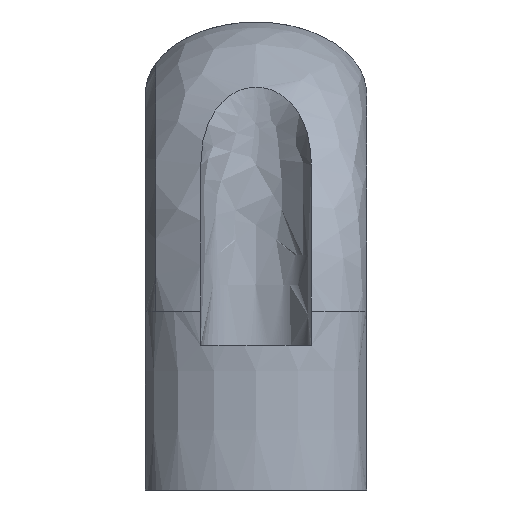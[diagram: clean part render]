
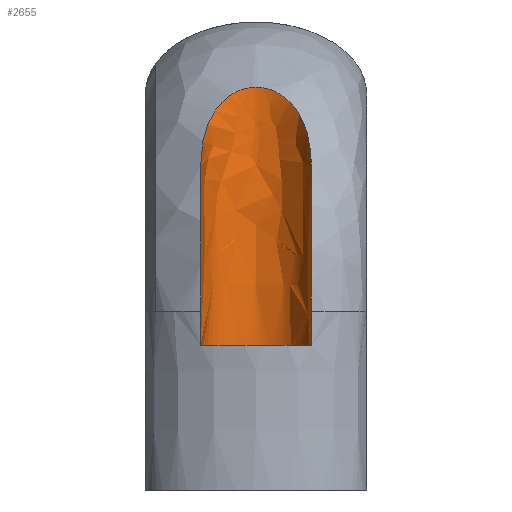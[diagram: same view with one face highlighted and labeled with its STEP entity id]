
A CAD part, left-side view. The second image highlights one B-rep face of the part: STEP entity #2655.
In plain terms, the highlighted free-form (B-spline) face has degree [1, 2] with [2, 5] control points.
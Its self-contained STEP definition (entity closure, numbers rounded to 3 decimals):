
#351=CARTESIAN_POINT('',(5.5,0.,17.0));
#352=VERTEX_POINT('',#351);
#856=CARTESIAN_POINT('',(-1.,-6.5,17.0));
#857=VERTEX_POINT('',#856);
#858=CARTESIAN_POINT('',(5.5,0.,17.0));
#859=CARTESIAN_POINT('',(5.5,-2.692,17.0));
#860=CARTESIAN_POINT('',(3.596,-4.596,17.0));
#861=CARTESIAN_POINT('',(1.692,-6.5,17.0));
#862=CARTESIAN_POINT('',(-1.,-6.5,17.0));
#870=(BOUNDED_CURVE()B_SPLINE_CURVE(2,(#858,#859,#860,#861,#862),.UNSPECIFIED.,.F.,.U.)B_SPLINE_CURVE_WITH_KNOTS((3,2,3),(0.0,0.5,1.0),.UNSPECIFIED.)CURVE()GEOMETRIC_REPRESENTATION_ITEM()RATIONAL_B_SPLINE_CURVE((1.0,0.924,1.0,0.924,1.0))REPRESENTATION_ITEM(''));
#871=EDGE_CURVE('',#352,#857,#870,.T.);
#877=CARTESIAN_POINT('',(-1.,6.5,17.0));
#878=VERTEX_POINT('',#877);
#879=CARTESIAN_POINT('',(-1.,6.5,17.0));
#880=CARTESIAN_POINT('',(5.5,6.5,17.));
#881=CARTESIAN_POINT('',(5.5,0.,17.0));
#889=(BOUNDED_CURVE()B_SPLINE_CURVE(2,(#879,#880,#881),.UNSPECIFIED.,.F.,.U.)CURVE()GEOMETRIC_REPRESENTATION_ITEM()QUASI_UNIFORM_CURVE()RATIONAL_B_SPLINE_CURVE((1.0,0.707,1.0))REPRESENTATION_ITEM(''));
#890=EDGE_CURVE('',#878,#352,#889,.T.);
#2026=CARTESIAN_POINT('',(-1.,6.5,38.183));
#2027=VERTEX_POINT('',#2026);
#2037=CARTESIAN_POINT('',(-1.,-6.5,38.183));
#2038=VERTEX_POINT('',#2037);
#2039=CARTESIAN_POINT('',(-1.,6.5,38.183));
#2040=CARTESIAN_POINT('',(-0.689,6.5,38.689));
#2041=CARTESIAN_POINT('',(-0.374,6.478,39.187));
#2042=CARTESIAN_POINT('',(0.262,6.384,40.171));
#2043=CARTESIAN_POINT('',(0.584,6.313,40.655));
#2044=CARTESIAN_POINT('',(1.231,6.115,41.609));
#2045=CARTESIAN_POINT('',(1.557,5.987,42.08));
#2046=CARTESIAN_POINT('',(2.047,5.745,42.773));
#2047=CARTESIAN_POINT('',(2.21,5.655,43.002));
#2048=CARTESIAN_POINT('',(2.456,5.506,43.343));
#2049=CARTESIAN_POINT('',(2.537,5.454,43.456));
#2050=CARTESIAN_POINT('',(2.701,5.344,43.681));
#2051=CARTESIAN_POINT('',(2.782,5.287,43.793));
#2052=CARTESIAN_POINT('',(3.025,5.108,44.123));
#2053=CARTESIAN_POINT('',(3.184,4.978,44.338));
#2054=CARTESIAN_POINT('',(3.498,4.697,44.758));
#2055=CARTESIAN_POINT('',(3.652,4.545,44.963));
#2056=CARTESIAN_POINT('',(3.878,4.298,45.26));
#2057=CARTESIAN_POINT('',(3.952,4.212,45.358));
#2058=CARTESIAN_POINT('',(4.098,4.034,45.548));
#2059=CARTESIAN_POINT('',(4.17,3.942,45.641));
#2060=CARTESIAN_POINT('',(4.378,3.658,45.912));
#2061=CARTESIAN_POINT('',(4.511,3.456,46.083));
#2062=CARTESIAN_POINT('',(4.759,3.024,46.401));
#2063=CARTESIAN_POINT('',(4.875,2.794,46.549));
#2064=CARTESIAN_POINT('',(5.007,2.484,46.716));
#2065=CARTESIAN_POINT('',(5.033,2.421,46.749));
#2066=CARTESIAN_POINT('',(5.082,2.294,46.811));
#2067=CARTESIAN_POINT('',(5.106,2.23,46.841));
#2068=CARTESIAN_POINT('',(5.175,2.035,46.928));
#2069=CARTESIAN_POINT('',(5.217,1.903,46.981));
#2070=CARTESIAN_POINT('',(5.293,1.632,47.078));
#2071=CARTESIAN_POINT('',(5.328,1.493,47.121));
#2072=CARTESIAN_POINT('',(5.373,1.281,47.178));
#2073=CARTESIAN_POINT('',(5.387,1.209,47.196));
#2074=CARTESIAN_POINT('',(5.413,1.064,47.228));
#2075=CARTESIAN_POINT('',(5.424,0.991,47.243));
#2076=CARTESIAN_POINT('',(5.477,0.626,47.308));
#2077=CARTESIAN_POINT('',(5.498,0.331,47.336));
#2078=CARTESIAN_POINT('',(5.501,-0.115,47.338));
#2079=CARTESIAN_POINT('',(5.496,-0.264,47.333));
#2080=CARTESIAN_POINT('',(5.482,-0.489,47.315));
#2081=CARTESIAN_POINT('',(5.476,-0.564,47.307));
#2082=CARTESIAN_POINT('',(5.461,-0.712,47.289));
#2083=CARTESIAN_POINT('',(5.453,-0.786,47.278));
#2084=CARTESIAN_POINT('',(5.404,-1.151,47.217));
#2085=CARTESIAN_POINT('',(5.346,-1.434,47.144));
#2086=CARTESIAN_POINT('',(5.252,-1.779,47.026));
#2087=CARTESIAN_POINT('',(5.232,-1.848,47.001));
#2088=CARTESIAN_POINT('',(5.191,-1.982,46.949));
#2089=CARTESIAN_POINT('',(5.169,-2.048,46.921));
#2090=CARTESIAN_POINT('',(5.102,-2.244,46.836));
#2091=CARTESIAN_POINT('',(5.054,-2.371,46.775));
#2092=CARTESIAN_POINT('',(4.9,-2.741,46.58));
#2093=CARTESIAN_POINT('',(4.785,-2.974,46.434));
#2094=CARTESIAN_POINT('',(4.629,-3.251,46.234));
#2095=CARTESIAN_POINT('',(4.597,-3.306,46.194));
#2096=CARTESIAN_POINT('',(4.533,-3.412,46.111));
#2097=CARTESIAN_POINT('',(4.5,-3.465,46.069));
#2098=CARTESIAN_POINT('',(4.4,-3.619,45.941));
#2099=CARTESIAN_POINT('',(4.333,-3.719,45.853));
#2100=CARTESIAN_POINT('',(4.125,-4.006,45.583));
#2101=CARTESIAN_POINT('',(3.98,-4.183,45.395));
#2102=CARTESIAN_POINT('',(3.682,-4.514,45.002));
#2103=CARTESIAN_POINT('',(3.528,-4.668,44.798));
#2104=CARTESIAN_POINT('',(3.213,-4.954,44.377));
#2105=CARTESIAN_POINT('',(3.054,-5.085,44.162));
#2106=CARTESIAN_POINT('',(2.572,-5.445,43.506));
#2107=CARTESIAN_POINT('',(2.246,-5.643,43.055));
#2108=CARTESIAN_POINT('',(1.754,-5.891,42.359));
#2109=CARTESIAN_POINT('',(1.589,-5.965,42.124));
#2110=CARTESIAN_POINT('',(1.342,-6.064,41.767));
#2111=CARTESIAN_POINT('',(1.259,-6.095,41.647));
#2112=CARTESIAN_POINT('',(1.094,-6.154,41.406));
#2113=CARTESIAN_POINT('',(1.011,-6.182,41.285));
#2114=CARTESIAN_POINT('',(0.599,-6.31,40.678));
#2115=CARTESIAN_POINT('',(0.273,-6.382,40.187));
#2116=CARTESIAN_POINT('',(-0.371,-6.478,39.193));
#2117=CARTESIAN_POINT('',(-0.688,-6.5,38.691));
#2118=CARTESIAN_POINT('',(-1.,-6.5,38.183));
#2119=B_SPLINE_CURVE_WITH_KNOTS('',3,(#2039,#2040,#2041,#2042,#2043,#2044,#2045,#2046,#2047,#2048,#2049,#2050,#2051,#2052,#2053,#2054,#2055,#2056,#2057,#2058,#2059,#2060,#2061,#2062,#2063,#2064,#2065,#2066,#2067,#2068,#2069,#2070,#2071,#2072,#2073,#2074,#2075,#2076,#2077,#2078,#2079,#2080,#2081,#2082,#2083,#2084,#2085,#2086,#2087,#2088,#2089,#2090,#2091,#2092,#2093,#2094,#2095,#2096,#2097,#2098,#2099,#2100,#2101,#2102,#2103,#2104,#2105,#2106,#2107,#2108,#2109,#2110,#2111,#2112,#2113,#2114,#2115,#2116,#2117,#2118),.UNSPECIFIED.,.F.,.U.,(4,2,2,2,2,2,2,2,2,2,2,2,2,2,2,2,2,2,2,2,2,2,2,2,2,2,2,2,2,2,2,2,2,2,2,2,2,2,2,4),(0.0,0.063,0.125,0.188,0.219,0.234,0.25,0.281,0.313,0.328,0.344,0.375,0.406,0.414,0.422,0.438,0.453,0.461,0.469,0.5,0.516,0.523,0.531,0.563,0.57,0.578,0.594,0.625,0.633,0.641,0.656,0.688,0.719,0.75,0.813,0.844,0.859,0.875,0.938,1.0),.UNSPECIFIED.);
#2120=EDGE_CURVE('',#2027,#2038,#2119,.T.);
#2616=CARTESIAN_POINT('',(-1.,-6.5,38.183));
#2617=CARTESIAN_POINT('',(-1.,-6.5,17.0));
#2618=QUASI_UNIFORM_CURVE('',1,(#2616,#2617),.UNSPECIFIED.,.F.,.U.);
#2619=EDGE_CURVE('',#2038,#857,#2618,.T.);
#2626=CARTESIAN_POINT('',(-1.284,-6.494,48.096));
#2627=CARTESIAN_POINT('',(-1.284,-6.494,16.223));
#2628=CARTESIAN_POINT('',(5.5,-6.79,48.096));
#2629=CARTESIAN_POINT('',(5.5,-6.79,16.223));
#2630=CARTESIAN_POINT('',(5.5,0.,48.096));
#2631=CARTESIAN_POINT('',(5.5,0.,16.223));
#2632=CARTESIAN_POINT('',(5.5,6.79,48.096));
#2633=CARTESIAN_POINT('',(5.5,6.79,16.223));
#2634=CARTESIAN_POINT('',(-1.284,6.494,48.096));
#2635=CARTESIAN_POINT('',(-1.284,6.494,16.223));
#2643=(BOUNDED_SURFACE()B_SPLINE_SURFACE(1,2,((#2626,#2628,#2630,#2632,#2634),(#2627,#2629,#2631,#2633,#2635)),.UNSPECIFIED.,.F.,.F.,.U.)B_SPLINE_SURFACE_WITH_KNOTS((2,2),(3,2,3),(0.0,31.873),(0.0,11.103,22.207),.UNSPECIFIED.)GEOMETRIC_REPRESENTATION_ITEM()RATIONAL_B_SPLINE_SURFACE(((1.0,0.692,1.0,0.692,1.0),(1.0,0.692,1.0,0.692,1.0)))REPRESENTATION_ITEM('')SURFACE());
#2644=CARTESIAN_POINT('',(-1.,6.5,38.183));
#2645=CARTESIAN_POINT('',(-1.,6.5,17.0));
#2646=QUASI_UNIFORM_CURVE('',1,(#2644,#2645),.UNSPECIFIED.,.F.,.U.);
#2647=EDGE_CURVE('',#2027,#878,#2646,.T.);
#2648=ORIENTED_EDGE('',*,*,#2647,.T.);
#2649=ORIENTED_EDGE('',*,*,#890,.T.);
#2650=ORIENTED_EDGE('',*,*,#871,.T.);
#2651=ORIENTED_EDGE('',*,*,#2619,.F.);
#2652=ORIENTED_EDGE('',*,*,#2120,.F.);
#2653=EDGE_LOOP('',(#2648,#2649,#2650,#2651,#2652));
#2654=FACE_OUTER_BOUND('',#2653,.T.);
#2655=ADVANCED_FACE('',(#2654),#2643,.F.);
